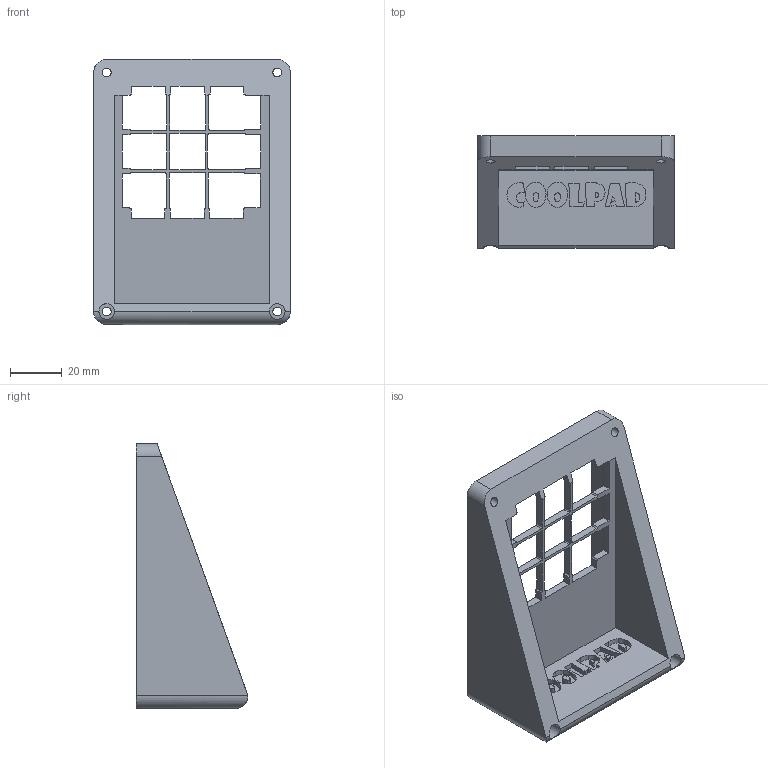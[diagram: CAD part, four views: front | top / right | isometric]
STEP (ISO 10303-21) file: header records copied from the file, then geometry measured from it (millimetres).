
FILE_DESCRIPTION(/* description */ (''),/* implementation_level */ '2;1');
FILE_NAME(/* name */ 'CoolPad_Case_Base.step',/* time_stamp */ '2026-01-30T23:41:50-08:00',/* author */ (''),/* organization */ (''),/* preprocessor_version */ 'ST-DEVELOPER v20.1',/* originating_system */ 'Autodesk Translation Framework v14.21.0.0',/* authorisation */ '');
FILE_SCHEMA (('AUTOMOTIVE_DESIGN { 1 0 10303 214 3 1 1 }'));
Length unit declared in the file: millimetre
Products named in the file (2): CoolPad_Case; blue'sCoolPad
Bounding box: 75.63 x 43 x 102.01 mm (x, y, z)
Volume: 71495.3 mm3; surface area: 30433 mm2
Topology: 1 solids, 1 shells, 249 faces, 695 edges, 462 vertices
Faces by surface type: plane 117, bspline 81, cylinder 51
Full cylindrical faces by diameter (mm): 3.4 x4, 6 x6
Entity records: 8868 total; most frequent: CARTESIAN_POINT 2822, ORIENTED_EDGE 1390, DIRECTION 977, EDGE_CURVE 695, VERTEX_POINT 462, LINE 427, VECTOR 427, EDGE_LOOP 289
